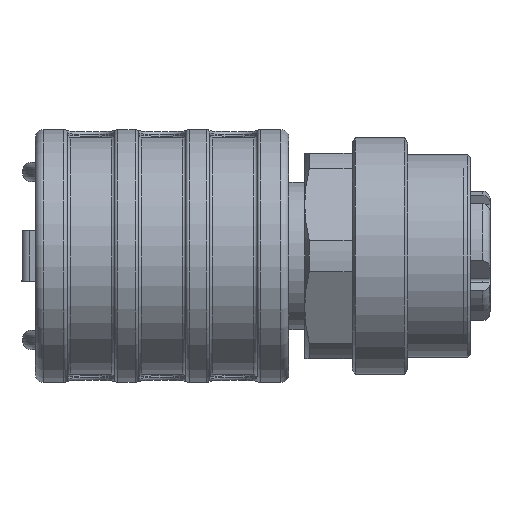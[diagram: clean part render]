
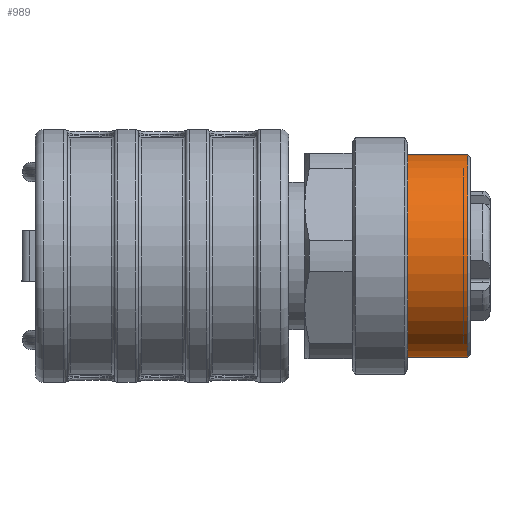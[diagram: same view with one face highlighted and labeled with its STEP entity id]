
A CAD part, left-side view. The second image highlights one B-rep face of the part: STEP entity #989.
In plain terms, the highlighted cylindrical face has radius 6.4 mm (diameter 12.8 mm), a full revolution.
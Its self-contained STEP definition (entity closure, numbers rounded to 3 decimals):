
#441=FACE_BOUND('',#3178,.T.);
#442=FACE_BOUND('',#3179,.T.);
#572=CYLINDRICAL_SURFACE('',#16166,6.4);
#989=ADVANCED_FACE('',(#441,#442),#572,.T.);
#3178=EDGE_LOOP('',(#7426));
#3179=EDGE_LOOP('',(#7427));
#7426=ORIENTED_EDGE('',*,*,#13168,.T.);
#7427=ORIENTED_EDGE('',*,*,#13169,.T.);
#11591=VERTEX_POINT('',#22899);
#11592=VERTEX_POINT('',#22902);
#13168=EDGE_CURVE('',#11591,#11591,#15290,.T.);
#13169=EDGE_CURVE('',#11592,#11592,#15291,.T.);
#15290=CIRCLE('',#16163,6.4);
#15291=CIRCLE('',#16165,6.4);
#16163=AXIS2_PLACEMENT_3D('',#22898,#18218,#18219);
#16165=AXIS2_PLACEMENT_3D('',#22901,#18222,#18223);
#16166=AXIS2_PLACEMENT_3D('',#22903,#18224,#18225);
#18218=DIRECTION('',(0.,1.,0.));
#18219=DIRECTION('',(1.,0.,0.));
#18222=DIRECTION('',(0.,-1.,0.));
#18223=DIRECTION('',(0.,0.,-1.));
#18224=DIRECTION('',(0.,-1.,0.));
#18225=DIRECTION('',(0.,0.,-1.));
#22898=CARTESIAN_POINT('',(37.901,-19.3,0.));
#22899=CARTESIAN_POINT('',(44.301,-19.3,0.));
#22901=CARTESIAN_POINT('',(37.901,-15.5,0.));
#22902=CARTESIAN_POINT('',(37.901,-15.5,-6.4));
#22903=CARTESIAN_POINT('',(37.901,-19.5,0.));
